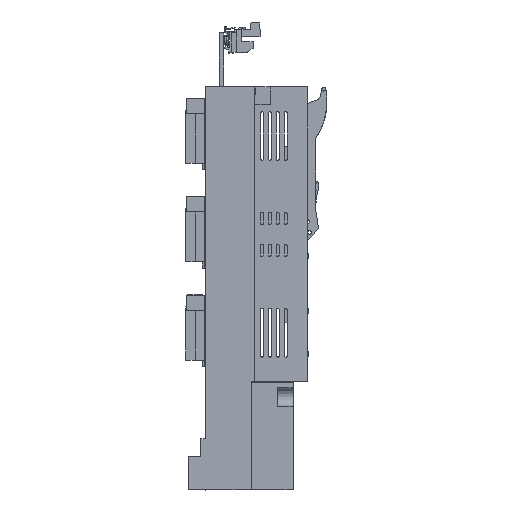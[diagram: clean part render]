
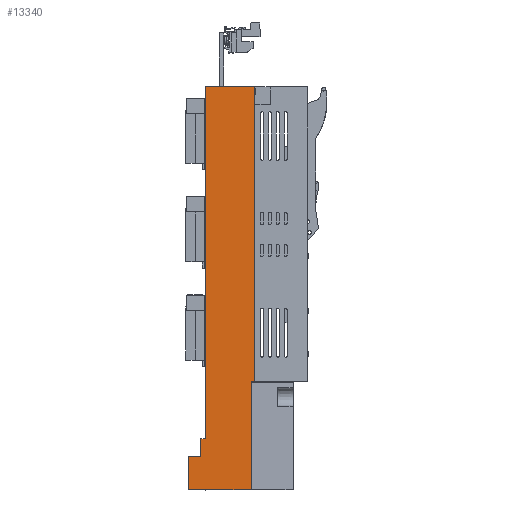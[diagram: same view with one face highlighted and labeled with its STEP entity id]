
A CAD part, left-side view. The second image highlights one B-rep face of the part: STEP entity #13340.
In plain terms, the highlighted planar face has unit normal (-1, 0, 0).
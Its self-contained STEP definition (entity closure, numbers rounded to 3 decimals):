
#2626=DIRECTION('',(0.,0.,-1.));
#2627=VECTOR('',#2626,110.);
#2628=CARTESIAN_POINT('',(-25.,-67.2,-150.));
#2629=LINE('',#2628,#2627);
#2647=DIRECTION('',(0.,0.,-1.));
#2648=VECTOR('',#2647,34.);
#2649=CARTESIAN_POINT('',(-25.,-3.5,-226.));
#2650=LINE('',#2649,#2648);
#2654=DIRECTION('',(0.,1.,0.));
#2655=VECTOR('',#2654,12.5);
#2656=CARTESIAN_POINT('',(-25.,-16.,-226.));
#2657=LINE('',#2656,#2655);
#2661=DIRECTION('',(0.,0.,-1.));
#2662=VECTOR('',#2661,18.);
#2663=CARTESIAN_POINT('',(-25.,-16.,-208.));
#2664=LINE('',#2663,#2662);
#2668=DIRECTION('',(0.,1.,0.));
#2669=VECTOR('',#2668,4.5);
#2670=CARTESIAN_POINT('',(-25.,-20.5,-208.));
#2671=LINE('',#2670,#2669);
#2675=DIRECTION('',(0.,0.,-1.));
#2676=VECTOR('',#2675,358.);
#2677=CARTESIAN_POINT('',(-25.,-20.5,150.));
#2678=LINE('',#2677,#2676);
#2682=DIRECTION('',(0.,1.,0.));
#2683=VECTOR('',#2682,49.9);
#2684=CARTESIAN_POINT('',(-25.,-70.4,150.));
#2685=LINE('',#2684,#2683);
#2689=DIRECTION('',(0.,-1.,0.));
#2690=VECTOR('',#2689,63.7);
#2691=CARTESIAN_POINT('',(-25.,-3.5,-260.));
#2692=LINE('',#2691,#2690);
#7701=DIRECTION('',(0.,0.,-1.));
#7702=VECTOR('',#7701,300.);
#7703=CARTESIAN_POINT('',(-25.,-70.4,150.));
#7704=LINE('',#7703,#7702);
#7813=DIRECTION('',(0.,1.,0.));
#7814=VECTOR('',#7813,3.2);
#7815=CARTESIAN_POINT('',(-25.,-70.4,-150.));
#7816=LINE('',#7815,#7814);
#9992=CARTESIAN_POINT('',(-25.,-20.5,150.));
#9993=VERTEX_POINT('',#9992);
#9994=CARTESIAN_POINT('',(-25.,-70.4,150.));
#9995=VERTEX_POINT('',#9994);
#10242=CARTESIAN_POINT('',(-25.,-70.4,-150.));
#10243=VERTEX_POINT('',#10242);
#10244=CARTESIAN_POINT('',(-25.,-67.2,-150.));
#10245=VERTEX_POINT('',#10244);
#10246=CARTESIAN_POINT('',(-25.,-67.2,-260.));
#10247=VERTEX_POINT('',#10246);
#10268=CARTESIAN_POINT('',(-25.,-20.5,-208.));
#10269=VERTEX_POINT('',#10268);
#10270=CARTESIAN_POINT('',(-25.,-3.5,-226.));
#10271=CARTESIAN_POINT('',(-25.,-3.5,-260.));
#10272=VERTEX_POINT('',#10270);
#10273=VERTEX_POINT('',#10271);
#10274=CARTESIAN_POINT('',(-25.,-16.,-208.));
#10275=VERTEX_POINT('',#10274);
#10276=CARTESIAN_POINT('',(-25.,-16.,-226.));
#10277=VERTEX_POINT('',#10276);
#13315=CARTESIAN_POINT('',(-25.,-39.5,0.));
#13316=DIRECTION('',(-1.,0.,0.));
#13317=DIRECTION('',(0.,0.,-1.));
#13318=AXIS2_PLACEMENT_3D('',#13315,#13316,#13317);
#13319=PLANE('',#13318);
#13321=ORIENTED_EDGE('',*,*,#13320,.F.);
#13323=ORIENTED_EDGE('',*,*,#13322,.F.);
#13325=ORIENTED_EDGE('',*,*,#13324,.F.);
#13327=ORIENTED_EDGE('',*,*,#13326,.F.);
#13329=ORIENTED_EDGE('',*,*,#13328,.F.);
#13331=ORIENTED_EDGE('',*,*,#13330,.F.);
#13333=ORIENTED_EDGE('',*,*,#13332,.T.);
#13335=ORIENTED_EDGE('',*,*,#13334,.T.);
#13336=ORIENTED_EDGE('',*,*,#13297,.T.);
#13337=ORIENTED_EDGE('',*,*,#13147,.F.);
#13338=EDGE_LOOP('',(#13321,#13323,#13325,#13327,#13329,#13331,#13333,#13335,
#13336,#13337));
#13339=FACE_OUTER_BOUND('',#13338,.F.);
#13147=EDGE_CURVE('',#10273,#10247,#2692,.T.);
#13297=EDGE_CURVE('',#10245,#10247,#2629,.T.);
#13320=EDGE_CURVE('',#10272,#10273,#2650,.T.);
#13322=EDGE_CURVE('',#10277,#10272,#2657,.T.);
#13324=EDGE_CURVE('',#10275,#10277,#2664,.T.);
#13326=EDGE_CURVE('',#10269,#10275,#2671,.T.);
#13328=EDGE_CURVE('',#9993,#10269,#2678,.T.);
#13330=EDGE_CURVE('',#9995,#9993,#2685,.T.);
#13332=EDGE_CURVE('',#9995,#10243,#7704,.T.);
#13334=EDGE_CURVE('',#10243,#10245,#7816,.T.);
#13340=ADVANCED_FACE('',(#13339),#13319,.T.);
